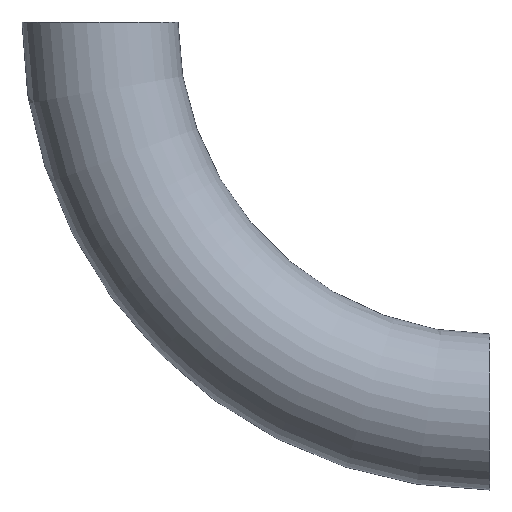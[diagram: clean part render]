
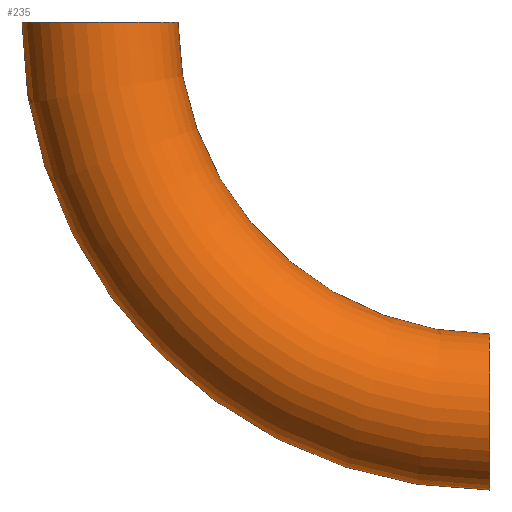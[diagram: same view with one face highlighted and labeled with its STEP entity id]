
A CAD part, front view. The second image highlights one B-rep face of the part: STEP entity #235.
In plain terms, the highlighted toroidal (fillet/blend) face has major radius 43 mm and minor radius 8.6 mm.
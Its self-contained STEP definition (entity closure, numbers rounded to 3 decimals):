
#12 = CARTESIAN_POINT ( 'NONE',  ( 0., 0., 0. ) ) ;
#14 = ORIENTED_EDGE ( 'NONE', *, *, #241, .F. ) ;
#15 = DIRECTION ( 'NONE',  ( 0., 0., 1. ) ) ;
#19 = CARTESIAN_POINT ( 'NONE',  ( 0., 0., 0. ) ) ;
#21 = AXIS2_PLACEMENT_3D ( 'NONE', #35, #166, #204 ) ;
#34 = CARTESIAN_POINT ( 'NONE',  ( -34.4, 0., 0. ) ) ;
#35 = CARTESIAN_POINT ( 'NONE',  ( 0., 0., 0. ) ) ;
#37 = DIRECTION ( 'NONE',  ( 0., 0., 1. ) ) ;
#53 = EDGE_CURVE ( 'NONE', #107, #66, #172, .T. ) ;
#55 = ORIENTED_EDGE ( 'NONE', *, *, #250, .F. ) ;
#66 = VERTEX_POINT ( 'NONE', #93 ) ;
#69 = DIRECTION ( 'NONE',  ( 0., 0., 1. ) ) ;
#75 = DIRECTION ( 'NONE',  ( -1., 0., 0. ) ) ;
#93 = CARTESIAN_POINT ( 'NONE',  ( 0., 0., -34.4 ) ) ;
#98 = DIRECTION ( 'NONE',  ( 1., 0., 0. ) ) ;
#104 = CARTESIAN_POINT ( 'NONE',  ( -43., 0., 0. ) ) ;
#107 = VERTEX_POINT ( 'NONE', #143 ) ;
#110 = EDGE_LOOP ( 'NONE', ( #14, #162, #115, #55 ) ) ;
#115 = ORIENTED_EDGE ( 'NONE', *, *, #182, .T. ) ;
#119 = CARTESIAN_POINT ( 'NONE',  ( -51.6, 0., 0. ) ) ;
#140 = AXIS2_PLACEMENT_3D ( 'NONE', #12, #174, #69 ) ;
#143 = CARTESIAN_POINT ( 'NONE',  ( 0., 0., -51.6 ) ) ;
#147 = CIRCLE ( 'NONE', #189, 51.6 ) ;
#153 = VERTEX_POINT ( 'NONE', #34 ) ;
#162 = ORIENTED_EDGE ( 'NONE', *, *, #53, .T. ) ;
#163 = AXIS2_PLACEMENT_3D ( 'NONE', #194, #75, #15 ) ;
#166 = DIRECTION ( 'NONE',  ( 0., 1., 0. ) ) ;
#168 = AXIS2_PLACEMENT_3D ( 'NONE', #104, #37, #98 ) ;
#172 = CIRCLE ( 'NONE', #163, 8.6 ) ;
#174 = DIRECTION ( 'NONE',  ( 0., 1., 0. ) ) ;
#182 = EDGE_CURVE ( 'NONE', #66, #153, #218, .T. ) ;
#183 = DIRECTION ( 'NONE',  ( 0., 1., 0. ) ) ;
#184 = DIRECTION ( 'NONE',  ( 0., 0., 1. ) ) ;
#189 = AXIS2_PLACEMENT_3D ( 'NONE', #19, #183, #184 ) ;
#194 = CARTESIAN_POINT ( 'NONE',  ( 0., 0., -43. ) ) ;
#197 = CIRCLE ( 'NONE', #168, 8.6 ) ;
#200 = FACE_OUTER_BOUND ( 'NONE', #110, .T. ) ;
#204 = DIRECTION ( 'NONE',  ( 0., 0., 1. ) ) ;
#207 = TOROIDAL_SURFACE ( 'NONE', #21, 43., 8.6 ) ;
#218 = CIRCLE ( 'NONE', #140, 34.4 ) ;
#235 = ADVANCED_FACE ( 'NONE', ( #200 ), #207, .T. ) ;
#241 = EDGE_CURVE ( 'NONE', #107, #249, #147, .T. ) ;
#249 = VERTEX_POINT ( 'NONE', #119 ) ;
#250 = EDGE_CURVE ( 'NONE', #249, #153, #197, .T. ) ;
